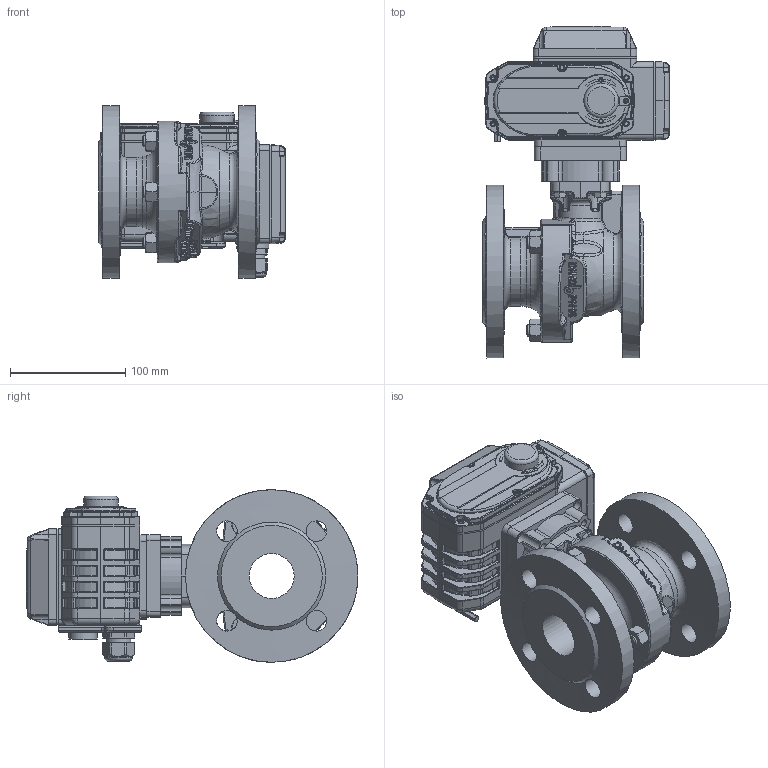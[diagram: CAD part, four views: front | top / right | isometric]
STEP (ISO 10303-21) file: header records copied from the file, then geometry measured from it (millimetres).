
FILE_DESCRIPTION(/* description */ ('Unknown'),/* implementation_level */ '2;1');
FILE_NAME(/* name */ 'AE06_07 0919-08',/* time_stamp */ '2022-11-09T12:43:21+01:00',/* author */ ('Unknown'),/* organization */ ('Unknown'),/* preprocessor_version */ 'ST-DEVELOPER v16.7',/* originating_system */ 'Solid Edge',/* authorisation */ 'Unknown');
FILE_SCHEMA (('AUTOMOTIVE_DESIGN {1 0 10303 214 3 1 1}'));
Length unit declared in the file: millimetre
Products named in the file (26): AE50_53-4.170.040; 4.170.040; AE04-AE08_(AE30_AE50); Z倰眊极橾遴20170830; 驱动盖组件; 驱动盖胶垫; Z倰忒梟縐啣; NQ10-034 梓僅啣; NQ10-033 硌渀; 萇蚾裔郪璃; 萇蚾裔; NQ10-035 噩え; 萇蚾裔蝶菜; 秶郘裔郪璃; 秶郘裔; 秶郘裔蝶菜; 盄黑; 盄坶; 盄坶1; 盄坶2; NQZ-018忒雄紱釬諳裔; Z型驱动盖最新外型20170830; 假蚾啣; 薊粣ん; 忒梟; DIN558_M_6x20.1.3
Assembly tree (28 placements, depth 4):
  AE50_53-4.170.040
    4.170.040
    AE04-AE08_(AE30_AE50)
      Z倰眊极橾遴20170830
      驱动盖组件
        驱动盖胶垫
      Z倰忒梟縐啣
      NQ10-034 梓僅啣
      NQ10-033 硌渀
      萇蚾裔郪璃
        萇蚾裔
        NQ10-035 噩え
        萇蚾裔蝶菜
      秶郘裔郪璃
        秶郘裔
        秶郘裔蝶菜
      盄黑
      盄坶
        盄坶1
        盄坶2
      NQZ-018忒雄紱釬諳裔
      Z型驱动盖最新外型20170830
      假蚾啣
      薊粣ん
      忒梟
    DIN558_M_6x20.1.3  x4
Bounding box: 162.5 x 288.5 x 150 mm (x, y, z)
Volume: 2113855.8 mm3; surface area: 375939 mm2
Topology: 31 solids, 33 shells, 3278 faces, 8337 edges, 5210 vertices
Faces by surface type: plane 1228, cylinder 984, bspline 568, torus 301, cone 151, sphere 46
Full cylindrical faces by diameter (mm): 2.5 x2, 3.2 x2, 3.3 x22, 3.5 x1, 4 x6, 4.2 x5, 4.5 x14, 4.8 x14, 5 x14, 6 x4, 6.6 x2, 6.8 x8, 7 x8, 8 x1, 8.5 x1, 10 x6, 10.1 x4, 11 x3, 12.3 x1, 13.2 x1, 13.5 x1, 13.8 x1, 14 x1, 15 x2, 18 x8, 18.7 x1, 19 x3, 19.16 x1, 20 x2, 21 x3
Entity records: 129870 total; most frequent: CARTESIAN_POINT 55342, ORIENTED_EDGE 15756, DIRECTION 14447, EDGE_CURVE 7878, AXIS2_PLACEMENT_3D 5377, VERTEX_POINT 5088, FACE_BOUND 3776, EDGE_LOOP 3752
